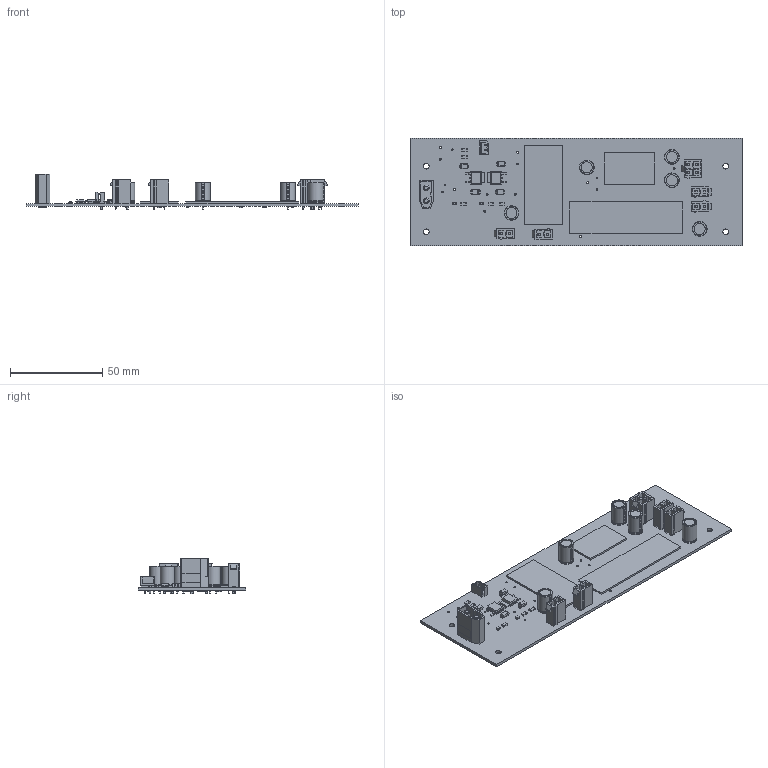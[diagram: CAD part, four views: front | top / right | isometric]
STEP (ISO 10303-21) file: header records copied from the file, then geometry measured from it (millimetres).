
FILE_DESCRIPTION(/* description */ (''),/* implementation_level */ '2;1');
FILE_NAME(/* name */ 'Rov 3 - zasilanie cyfrowe v18.step',/* time_stamp */ '2020-05-12T03:02:02+02:00',/* author */ (''),/* organization */ (''),/* preprocessor_version */ 'ST-DEVELOPER v18',/* originating_system */ 'Autodesk Translation Framework v8.12.0.6',/* authorisation */ '');
FILE_SCHEMA (('AUTOMOTIVE_DESIGN { 1 0 10303 214 3 1 1 }'));
Length unit declared in the file: millimetre
Products named in the file (19): Rov 3 - zasilanie cyfrowe; PCB Component; Board; 100n; VARTVSP_SMA/DO-214AC; VARTVSP_SMA/DO-214AC (1); VARTVSP_SMA/DO-214AC (2); IRLR8729PBF; 100u; CHIP-LED0805; 100; XT60-M; 22-03-5025; 39-28-1023; 39-28-8040; DC-DC-STEP-DOWN-LM2596; DCW12A-15DLI24; XL4015; 3,0
Assembly tree (41 placements, depth 3):
  Rov 3 - zasilanie cyfrowe
    PCB Component
      Board
      100n  x7
      VARTVSP_SMA/DO-214AC
      VARTVSP_SMA/DO-214AC (1)  x2
      VARTVSP_SMA/DO-214AC (2)
      IRLR8729PBF  x2
      100u  x5
      CHIP-LED0805  x2
      100  x5
      XT60-M
      22-03-5025
      39-28-1023  x4
      39-28-8040
      DC-DC-STEP-DOWN-LM2596
      DCW12A-15DLI24
      XL4015
      3,0  x4
Bounding box: 180.34 x 58.42 x 19.5 mm (x, y, z)
Volume: 25637.9 mm3; surface area: 36853.7 mm2
Topology: 38 solids, 38 shells, 1407 faces, 3637 edges, 2394 vertices
Faces by surface type: plane 1135, cylinder 186, torus 62, cone 20, bspline 4
Full cylindrical faces by diameter (mm): 0.6 x10, 0.7 x4, 0.8 x2, 0.813 x10, 0.9 x9, 1 x18, 1.4 x8, 1.45 x4, 1.5 x8, 3 x8, 4.3 x2, 4.4 x5, 4.5 x2, 5.2 x5
Entity records: 22973 total; most frequent: CARTESIAN_POINT 3947, DIRECTION 3648, ORIENTED_EDGE 3646, EDGE_CURVE 1823, LINE 1498, VECTOR 1498, VERTEX_POINT 1200, AXIS2_PLACEMENT_3D 1075
